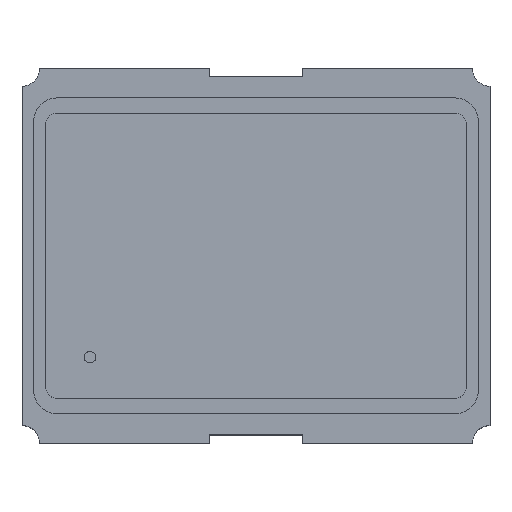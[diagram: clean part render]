
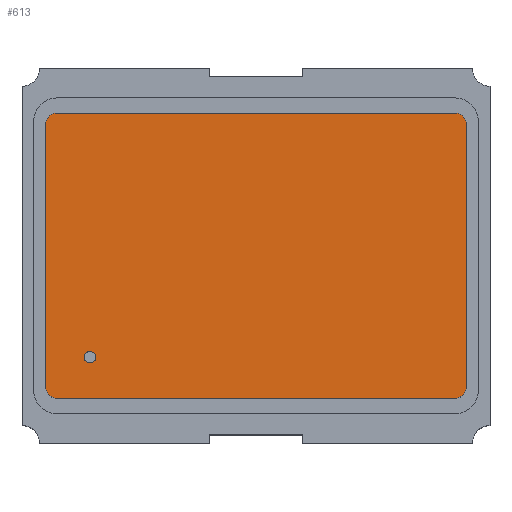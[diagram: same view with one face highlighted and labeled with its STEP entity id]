
A CAD part, top view. The second image highlights one B-rep face of the part: STEP entity #613.
In plain terms, the highlighted planar face has unit normal (0, 0, 1).
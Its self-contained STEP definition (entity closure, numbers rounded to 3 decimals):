
#24 = VERTEX_POINT('',#25);
#25 = CARTESIAN_POINT('',(-0.71,-0.458,0.9));
#31 = EDGE_CURVE('',#32,#24,#34,.T.);
#32 = VERTEX_POINT('',#33);
#33 = CARTESIAN_POINT('',(-0.71,-0.408,0.9));
#34 = CIRCLE('',#35,0.025);
#35 = AXIS2_PLACEMENT_3D('',#36,#37,#38);
#36 = CARTESIAN_POINT('',(-0.71,-0.433,0.9));
#37 = DIRECTION('',(0.,0.,1.));
#38 = DIRECTION('',(0.,-1.,0.));
#423 = VERTEX_POINT('',#424);
#424 = CARTESIAN_POINT('',(0.849,0.61,0.9));
#430 = EDGE_CURVE('',#431,#423,#433,.T.);
#431 = VERTEX_POINT('',#432);
#432 = CARTESIAN_POINT('',(0.899,0.56,0.9));
#433 = CIRCLE('',#434,0.05);
#434 = AXIS2_PLACEMENT_3D('',#435,#436,#437);
#435 = CARTESIAN_POINT('',(0.849,0.56,0.9));
#436 = DIRECTION('',(0.,0.,1.));
#437 = DIRECTION('',(0.,-1.,0.));
#455 = VERTEX_POINT('',#456);
#456 = CARTESIAN_POINT('',(-0.849,0.61,0.9));
#462 = EDGE_CURVE('',#423,#455,#463,.T.);
#463 = LINE('',#464,#465);
#464 = CARTESIAN_POINT('',(-0.849,0.61,0.9));
#465 = VECTOR('',#466,1.);
#466 = DIRECTION('',(-1.,0.,0.));
#479 = VERTEX_POINT('',#480);
#480 = CARTESIAN_POINT('',(-0.899,0.56,0.9));
#486 = EDGE_CURVE('',#455,#479,#487,.T.);
#487 = CIRCLE('',#488,0.05);
#488 = AXIS2_PLACEMENT_3D('',#489,#490,#491);
#489 = CARTESIAN_POINT('',(-0.849,0.56,0.9));
#490 = DIRECTION('',(0.,0.,1.));
#491 = DIRECTION('',(0.,1.,0.));
#504 = VERTEX_POINT('',#505);
#505 = CARTESIAN_POINT('',(-0.899,-0.56,0.9));
#511 = EDGE_CURVE('',#479,#504,#512,.T.);
#512 = LINE('',#513,#514);
#513 = CARTESIAN_POINT('',(-0.899,-0.56,0.9));
#514 = VECTOR('',#515,1.);
#515 = DIRECTION('',(0.,-1.,0.));
#528 = VERTEX_POINT('',#529);
#529 = CARTESIAN_POINT('',(-0.849,-0.61,0.9));
#535 = EDGE_CURVE('',#504,#528,#536,.T.);
#536 = CIRCLE('',#537,0.05);
#537 = AXIS2_PLACEMENT_3D('',#538,#539,#540);
#538 = CARTESIAN_POINT('',(-0.849,-0.56,0.9));
#539 = DIRECTION('',(0.,0.,1.));
#540 = DIRECTION('',(0.,1.,0.));
#553 = VERTEX_POINT('',#554);
#554 = CARTESIAN_POINT('',(0.849,-0.61,0.9));
#560 = EDGE_CURVE('',#528,#553,#561,.T.);
#561 = LINE('',#562,#563);
#562 = CARTESIAN_POINT('',(-0.849,-0.61,0.9));
#563 = VECTOR('',#564,1.);
#564 = DIRECTION('',(1.,0.,0.));
#577 = VERTEX_POINT('',#578);
#578 = CARTESIAN_POINT('',(0.899,-0.56,0.9));
#584 = EDGE_CURVE('',#553,#577,#585,.T.);
#585 = CIRCLE('',#586,0.05);
#586 = AXIS2_PLACEMENT_3D('',#587,#588,#589);
#587 = CARTESIAN_POINT('',(0.849,-0.56,0.9));
#588 = DIRECTION('',(0.,0.,1.));
#589 = DIRECTION('',(0.,-1.,0.));
#602 = EDGE_CURVE('',#577,#431,#603,.T.);
#603 = LINE('',#604,#605);
#604 = CARTESIAN_POINT('',(0.899,-0.56,0.9));
#605 = VECTOR('',#606,1.);
#606 = DIRECTION('',(0.,1.,0.));
#613 = ADVANCED_FACE('',(#614,#624),#634,.T.);
#614 = FACE_BOUND('',#615,.T.);
#615 = EDGE_LOOP('',(#616,#623));
#616 = ORIENTED_EDGE('',*,*,#617,.F.);
#617 = EDGE_CURVE('',#24,#32,#618,.T.);
#618 = CIRCLE('',#619,0.025);
#619 = AXIS2_PLACEMENT_3D('',#620,#621,#622);
#620 = CARTESIAN_POINT('',(-0.71,-0.433,0.9));
#621 = DIRECTION('',(0.,0.,1.));
#622 = DIRECTION('',(0.,-1.,0.));
#623 = ORIENTED_EDGE('',*,*,#31,.F.);
#624 = FACE_BOUND('',#625,.T.);
#625 = EDGE_LOOP('',(#626,#627,#628,#629,#630,#631,#632,#633));
#626 = ORIENTED_EDGE('',*,*,#430,.T.);
#627 = ORIENTED_EDGE('',*,*,#462,.T.);
#628 = ORIENTED_EDGE('',*,*,#486,.T.);
#629 = ORIENTED_EDGE('',*,*,#511,.T.);
#630 = ORIENTED_EDGE('',*,*,#535,.T.);
#631 = ORIENTED_EDGE('',*,*,#560,.T.);
#632 = ORIENTED_EDGE('',*,*,#584,.T.);
#633 = ORIENTED_EDGE('',*,*,#602,.T.);
#634 = PLANE('',#635);
#635 = AXIS2_PLACEMENT_3D('',#636,#637,#638);
#636 = CARTESIAN_POINT('',(0.849,0.56,0.9));
#637 = DIRECTION('',(0.,0.,1.));
#638 = DIRECTION('',(0.,-1.,0.));
